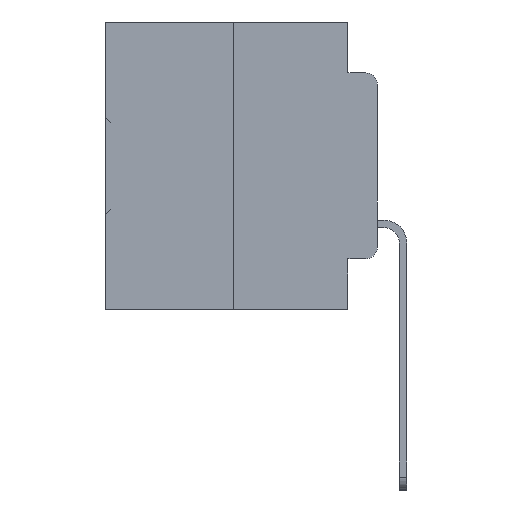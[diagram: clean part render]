
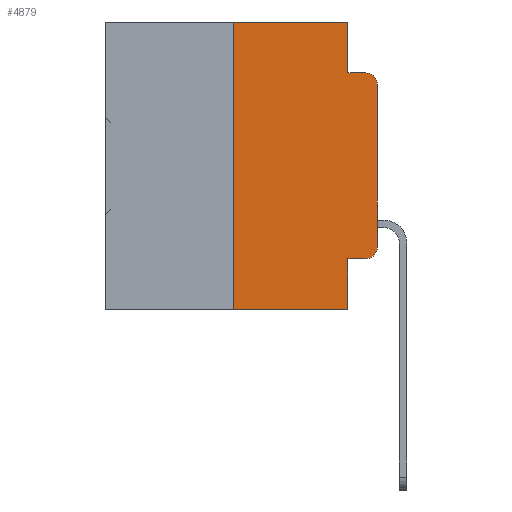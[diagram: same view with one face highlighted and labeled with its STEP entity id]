
A CAD part, left-side view. The second image highlights one B-rep face of the part: STEP entity #4879.
In plain terms, the highlighted planar face has unit normal (-1, 0, 0).
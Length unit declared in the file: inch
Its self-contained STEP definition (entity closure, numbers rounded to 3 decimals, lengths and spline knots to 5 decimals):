
#438 = ORIENTED_EDGE ( 'NONE', *, *, #22542, .F. ) ;
#985 = LINE ( 'NONE', #14888, #23760 ) ;
#1438 = VECTOR ( 'NONE', #36795, 39.37008 ) ;
#1491 = DIRECTION ( 'NONE',  ( 0., 0., -1. ) ) ;
#1771 = ORIENTED_EDGE ( 'NONE', *, *, #7983, .F. ) ;
#1932 = ORIENTED_EDGE ( 'NONE', *, *, #4397, .T. ) ;
#2339 = ORIENTED_EDGE ( 'NONE', *, *, #28670, .F. ) ;
#2386 = CARTESIAN_POINT ( 'NONE',  ( 0., 0.25, 0. ) ) ;
#4390 = AXIS2_PLACEMENT_3D ( 'NONE', #4475, #25071, #7537 ) ;
#4397 = EDGE_CURVE ( 'NONE', #17565, #33301, #985, .T. ) ;
#4475 = CARTESIAN_POINT ( 'NONE',  ( 0., 0.02, -0.3915 ) ) ;
#4685 = EDGE_CURVE ( 'NONE', #17571, #21539, #13356, .T. ) ;
#4879 = ADVANCED_FACE ( 'NONE', ( #36224 ), #32026, .F. ) ;
#5458 = DIRECTION ( 'NONE',  ( 0., 0., -1. ) ) ;
#6216 = VECTOR ( 'NONE', #19966, 39.37008 ) ;
#6574 = DIRECTION ( 'NONE',  ( 0., 0., 1. ) ) ;
#6863 = CIRCLE ( 'NONE', #26717, 0.02 ) ;
#7193 = LINE ( 'NONE', #8339, #35735 ) ;
#7320 = EDGE_LOOP ( 'NONE', ( #13212, #34062, #2339, #18284, #14562, #1771, #1932, #438, #9818, #28060 ) ) ;
#7537 = DIRECTION ( 'NONE',  ( 0., 0., -1. ) ) ;
#7602 = LINE ( 'NONE', #35074, #14620 ) ;
#7983 = EDGE_CURVE ( 'NONE', #17565, #15167, #13937, .T. ) ;
#8096 = LINE ( 'NONE', #25520, #6216 ) ;
#8339 = CARTESIAN_POINT ( 'NONE',  ( 0., 0.051, 0. ) ) ;
#9216 = VECTOR ( 'NONE', #22017, 39.37008 ) ;
#9818 = ORIENTED_EDGE ( 'NONE', *, *, #18696, .T. ) ;
#10858 = LINE ( 'NONE', #29363, #16879 ) ;
#11728 = AXIS2_PLACEMENT_3D ( 'NONE', #20732, #34740, #18060 ) ;
#11925 = VERTEX_POINT ( 'NONE', #33158 ) ;
#12095 = CARTESIAN_POINT ( 'NONE',  ( 0., 0., -0.1085 ) ) ;
#12527 = EDGE_CURVE ( 'NONE', #27882, #11925, #6863, .T. ) ;
#12876 = DIRECTION ( 'NONE',  ( 0., 0., 1. ) ) ;
#13008 = VECTOR ( 'NONE', #12876, 39.37008 ) ;
#13212 = ORIENTED_EDGE ( 'NONE', *, *, #27989, .T. ) ;
#13356 = CIRCLE ( 'NONE', #4390, 0.02 ) ;
#13934 = CARTESIAN_POINT ( 'NONE',  ( 0., 0.02, -0.4115 ) ) ;
#13937 = LINE ( 'NONE', #35434, #13008 ) ;
#14562 = ORIENTED_EDGE ( 'NONE', *, *, #37005, .F. ) ;
#14620 = VECTOR ( 'NONE', #6574, 39.37008 ) ;
#14888 = CARTESIAN_POINT ( 'NONE',  ( 0., 0.473, -0.5 ) ) ;
#15167 = VERTEX_POINT ( 'NONE', #2386 ) ;
#15895 = CARTESIAN_POINT ( 'NONE',  ( 0., 0., -0.3915 ) ) ;
#16879 = VECTOR ( 'NONE', #18121, 39.37008 ) ;
#17565 = VERTEX_POINT ( 'NONE', #30970 ) ;
#17571 = VERTEX_POINT ( 'NONE', #13934 ) ;
#18060 = DIRECTION ( 'NONE',  ( 0., 0., -1. ) ) ;
#18121 = DIRECTION ( 'NONE',  ( 0., -1., 0. ) ) ;
#18284 = ORIENTED_EDGE ( 'NONE', *, *, #19199, .F. ) ;
#18696 = EDGE_CURVE ( 'NONE', #30896, #17571, #25087, .T. ) ;
#19123 = CARTESIAN_POINT ( 'NONE',  ( 0., 0.473, 0. ) ) ;
#19199 = EDGE_CURVE ( 'NONE', #27731, #37186, #8096, .T. ) ;
#19478 = DIRECTION ( 'NONE',  ( -1., 0., 0. ) ) ;
#19758 = CARTESIAN_POINT ( 'NONE',  ( 0., 0.051, -0.0885 ) ) ;
#19966 = DIRECTION ( 'NONE',  ( 0., 0., -1. ) ) ;
#20268 = CARTESIAN_POINT ( 'NONE',  ( 0., 0.051, -0.4115 ) ) ;
#20732 = CARTESIAN_POINT ( 'NONE',  ( 0., 0.473, 0. ) ) ;
#21539 = VERTEX_POINT ( 'NONE', #15895 ) ;
#21679 = CARTESIAN_POINT ( 'NONE',  ( 0., 0.051, -0.4115 ) ) ;
#22017 = DIRECTION ( 'NONE',  ( 0., -1., 0. ) ) ;
#22542 = EDGE_CURVE ( 'NONE', #30896, #33301, #7193, .T. ) ;
#22696 = CARTESIAN_POINT ( 'NONE',  ( 0., 0.051, 0. ) ) ;
#23760 = VECTOR ( 'NONE', #34546, 39.37008 ) ;
#24764 = LINE ( 'NONE', #19123, #9216 ) ;
#25071 = DIRECTION ( 'NONE',  ( -1., 0., 0. ) ) ;
#25087 = LINE ( 'NONE', #20268, #1438 ) ;
#25520 = CARTESIAN_POINT ( 'NONE',  ( 0., 0.051, 0. ) ) ;
#26717 = AXIS2_PLACEMENT_3D ( 'NONE', #36045, #19478, #1491 ) ;
#27731 = VERTEX_POINT ( 'NONE', #22696 ) ;
#27882 = VERTEX_POINT ( 'NONE', #12095 ) ;
#27989 = EDGE_CURVE ( 'NONE', #21539, #27882, #7602, .T. ) ;
#28060 = ORIENTED_EDGE ( 'NONE', *, *, #4685, .T. ) ;
#28670 = EDGE_CURVE ( 'NONE', #37186, #11925, #10858, .T. ) ;
#29363 = CARTESIAN_POINT ( 'NONE',  ( 0., 0.051, -0.0885 ) ) ;
#30896 = VERTEX_POINT ( 'NONE', #21679 ) ;
#30970 = CARTESIAN_POINT ( 'NONE',  ( 0., 0.25, -0.5 ) ) ;
#32026 = PLANE ( 'NONE',  #11728 ) ;
#33158 = CARTESIAN_POINT ( 'NONE',  ( 0., 0.02, -0.0885 ) ) ;
#33301 = VERTEX_POINT ( 'NONE', #37065 ) ;
#34062 = ORIENTED_EDGE ( 'NONE', *, *, #12527, .T. ) ;
#34546 = DIRECTION ( 'NONE',  ( 0., -1., 0. ) ) ;
#34740 = DIRECTION ( 'NONE',  ( 1., 0., 0. ) ) ;
#35074 = CARTESIAN_POINT ( 'NONE',  ( 0., 0., 0. ) ) ;
#35434 = CARTESIAN_POINT ( 'NONE',  ( 0., 0.25, 0. ) ) ;
#35735 = VECTOR ( 'NONE', #5458, 39.37008 ) ;
#36045 = CARTESIAN_POINT ( 'NONE',  ( 0., 0.02, -0.1085 ) ) ;
#36224 = FACE_OUTER_BOUND ( 'NONE', #7320, .T. ) ;
#36795 = DIRECTION ( 'NONE',  ( 0., -1., 0. ) ) ;
#37005 = EDGE_CURVE ( 'NONE', #15167, #27731, #24764, .T. ) ;
#37065 = CARTESIAN_POINT ( 'NONE',  ( 0., 0.051, -0.5 ) ) ;
#37186 = VERTEX_POINT ( 'NONE', #19758 ) ;
